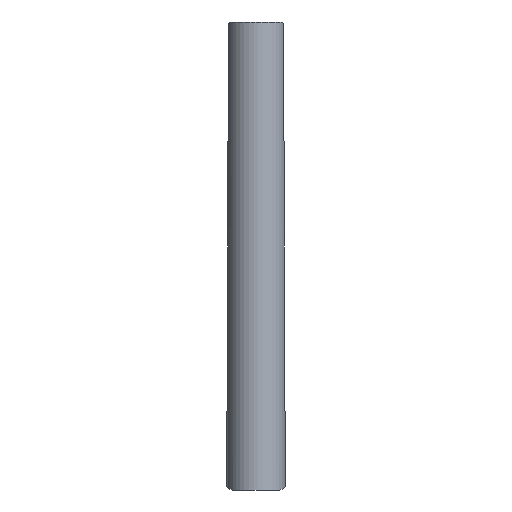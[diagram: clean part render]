
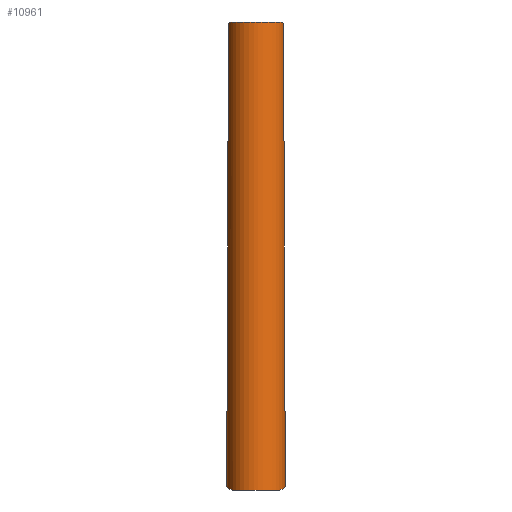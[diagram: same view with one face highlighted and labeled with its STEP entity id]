
A CAD part, left-side view. The second image highlights one B-rep face of the part: STEP entity #10961.
In plain terms, the highlighted cylindrical face has radius 2.5 mm (diameter 5 mm), a partial arc.
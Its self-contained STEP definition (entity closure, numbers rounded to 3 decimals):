
#15=(
BOUNDED_CURVE()
B_SPLINE_CURVE(2,(#17218,#17219,#17220,#17221,#17222,#17223),
 .UNSPECIFIED.,.F.,.F.)
B_SPLINE_CURVE_WITH_KNOTS((3,1,1,1,3),(0.006,0.797,
1.489,2.08,3.974),.UNSPECIFIED.)
CURVE()
GEOMETRIC_REPRESENTATION_ITEM()
RATIONAL_B_SPLINE_CURVE((1.,0.997,0.994,
0.993,0.993,1.))
REPRESENTATION_ITEM('')
);
#16=(
BOUNDED_CURVE()
B_SPLINE_CURVE(2,(#17885,#17886,#17887,#17888,#17889,#17890),
 .UNSPECIFIED.,.F.,.F.)
B_SPLINE_CURVE_WITH_KNOTS((3,1,1,1,3),(0.006,0.797,
1.489,2.08,3.974),.UNSPECIFIED.)
CURVE()
GEOMETRIC_REPRESENTATION_ITEM()
RATIONAL_B_SPLINE_CURVE((1.,0.997,0.994,
0.993,0.993,1.))
REPRESENTATION_ITEM('')
);
#1514=FACE_OUTER_BOUND('',#2114,.T.);
#2114=EDGE_LOOP('',(#9398,#9399,#9400,#9401,#9402,#9403,#9404,#9405));
#2359=CIRCLE('',#11393,2.5);
#2360=CIRCLE('',#11395,2.5);
#4556=ELLIPSE('',#11215,2.541,2.5);
#4557=ELLIPSE('',#11216,2.541,2.5);
#4558=ELLIPSE('',#11406,2.541,2.5);
#4559=ELLIPSE('',#11407,2.541,2.5);
#4564=VERTEX_POINT('',#13272);
#4565=VERTEX_POINT('',#13274);
#4566=VERTEX_POINT('',#13277);
#4567=VERTEX_POINT('',#13279);
#5195=VERTEX_POINT('',#17207);
#5196=VERTEX_POINT('',#17208);
#5198=VERTEX_POINT('',#17216);
#5384=VERTEX_POINT('',#17881);
#5665=EDGE_CURVE('',#4564,#4565,#4556,.T.);
#5668=EDGE_CURVE('',#4567,#4566,#4557,.T.);
#6608=EDGE_CURVE('',#5195,#5196,#2359,.T.);
#6610=EDGE_CURVE('',#4565,#4566,#2360,.T.);
#6613=EDGE_CURVE('',#4564,#5198,#15,.T.);
#6799=EDGE_CURVE('',#5196,#5198,#4558,.T.);
#6802=EDGE_CURVE('',#5195,#5384,#4559,.T.);
#6803=EDGE_CURVE('',#4567,#5384,#16,.T.);
#9398=ORIENTED_EDGE('',*,*,#6610,.F.);
#9399=ORIENTED_EDGE('',*,*,#5665,.F.);
#9400=ORIENTED_EDGE('',*,*,#6613,.T.);
#9401=ORIENTED_EDGE('',*,*,#6799,.F.);
#9402=ORIENTED_EDGE('',*,*,#6608,.F.);
#9403=ORIENTED_EDGE('',*,*,#6802,.T.);
#9404=ORIENTED_EDGE('',*,*,#6803,.F.);
#9405=ORIENTED_EDGE('',*,*,#5668,.T.);
#10614=CYLINDRICAL_SURFACE('',#11408,2.5);
#10961=ADVANCED_FACE('',(#1514),#10614,.T.);
#11215=AXIS2_PLACEMENT_3D('',#13275,#11542,#11543);
#11216=AXIS2_PLACEMENT_3D('',#13280,#11546,#11547);
#11393=AXIS2_PLACEMENT_3D('',#17209,#12527,#12528);
#11395=AXIS2_PLACEMENT_3D('',#17212,#12532,#12533);
#11406=AXIS2_PLACEMENT_3D('',#17878,#12649,#12650);
#11407=AXIS2_PLACEMENT_3D('',#17883,#12653,#12654);
#11408=AXIS2_PLACEMENT_3D('',#17884,#12655,#12656);
#11542=DIRECTION('center_axis',(0.179,0.,0.984));
#11543=DIRECTION('ref_axis',(0.984,0.,-0.179));
#11546=DIRECTION('center_axis',(-0.179,0.,-0.984));
#11547=DIRECTION('ref_axis',(0.984,0.,-0.179));
#12527=DIRECTION('center_axis',(0.,0.,-1.));
#12528=DIRECTION('ref_axis',(1.,0.,0.));
#12532=DIRECTION('center_axis',(0.,0.,1.));
#12533=DIRECTION('ref_axis',(1.,0.,0.));
#12649=DIRECTION('center_axis',(0.179,0.,-0.984));
#12650=DIRECTION('ref_axis',(0.984,0.,0.179));
#12653=DIRECTION('center_axis',(-0.179,0.,0.984));
#12654=DIRECTION('ref_axis',(0.984,0.,0.179));
#12655=DIRECTION('center_axis',(0.,0.,-1.));
#12656=DIRECTION('ref_axis',(-1.,0.,0.));
#13272=CARTESIAN_POINT('',(1.66,4.855,-0.12));
#13274=CARTESIAN_POINT('',(1.,4.5,0.));
#13275=CARTESIAN_POINT('Origin',(2.5,2.5,-0.273));
#13277=CARTESIAN_POINT('',(1.,0.5,0.));
#13279=CARTESIAN_POINT('',(1.66,0.145,-0.12));
#13280=CARTESIAN_POINT('Origin',(2.5,2.5,-0.273));
#17207=CARTESIAN_POINT('',(1.,0.5,-40.));
#17208=CARTESIAN_POINT('',(1.,4.5,-40.));
#17209=CARTESIAN_POINT('Origin',(2.5,2.5,-40.));
#17212=CARTESIAN_POINT('Origin',(2.5,2.5,0.));
#17216=CARTESIAN_POINT('',(2.5,5.,-39.727));
#17218=CARTESIAN_POINT('Ctrl Pts',(1.66,4.855,-0.12));
#17219=CARTESIAN_POINT('Ctrl Pts',(1.74,4.883,-7.451));
#17220=CARTESIAN_POINT('Ctrl Pts',(1.894,4.927,-18.737));
#17221=CARTESIAN_POINT('Ctrl Pts',(2.03,4.956,-26.6));
#17222=CARTESIAN_POINT('Ctrl Pts',(2.295,5.,-38.6));
#17223=CARTESIAN_POINT('Ctrl Pts',(2.5,5.,-39.727));
#17878=CARTESIAN_POINT('Origin',(2.5,2.5,-39.727));
#17881=CARTESIAN_POINT('',(2.5,0.,-39.727));
#17883=CARTESIAN_POINT('Origin',(2.5,2.5,-39.727));
#17884=CARTESIAN_POINT('Origin',(2.5,2.5,0.));
#17885=CARTESIAN_POINT('Ctrl Pts',(1.66,0.145,-0.12));
#17886=CARTESIAN_POINT('Ctrl Pts',(1.74,0.117,-7.451));
#17887=CARTESIAN_POINT('Ctrl Pts',(1.894,0.073,-18.737));
#17888=CARTESIAN_POINT('Ctrl Pts',(2.03,0.044,
-26.6));
#17889=CARTESIAN_POINT('Ctrl Pts',(2.295,0.,
-38.6));
#17890=CARTESIAN_POINT('Ctrl Pts',(2.5,0.,
-39.727));
